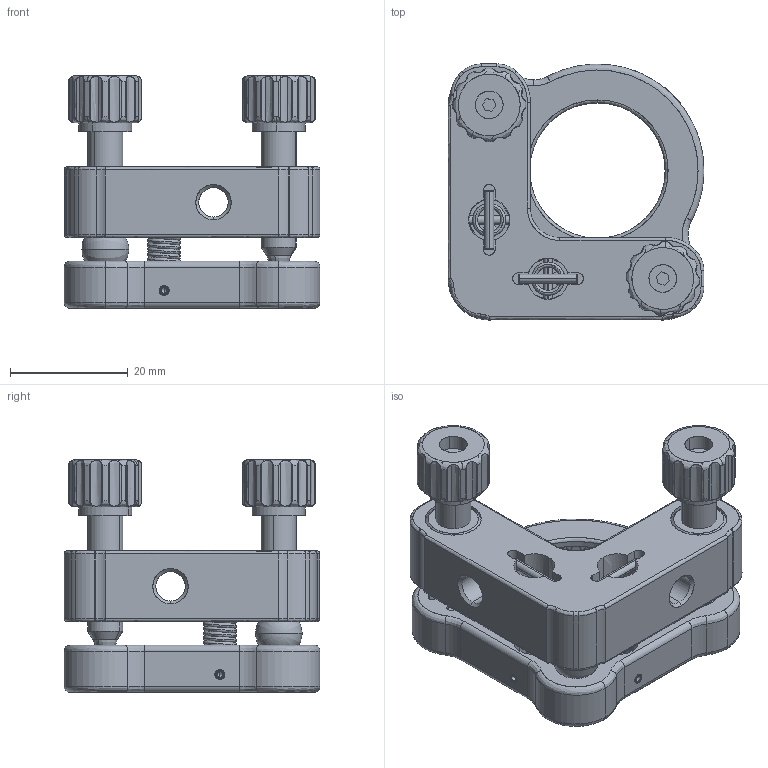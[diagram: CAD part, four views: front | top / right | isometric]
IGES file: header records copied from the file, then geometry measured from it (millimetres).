
Start section: SolidWorks IGES file using analytic representation for surfaces
Global section: file name: 15866.igs; native system: SolidWorks 2018; preprocessor: SolidWorks 2018; author: sjosephs; date: 201124.202739; units: centimetre
Bounding box: 43.5 x 43.5 x 39.5 mm (x, y, z)
Surface area: 15759.4 mm2 (no closed solid volume)
Topology: 0 solids, 0 shells, 613 faces, 7640 edges, 7610 vertices
Faces by surface type: revolution 359, bspline 254
